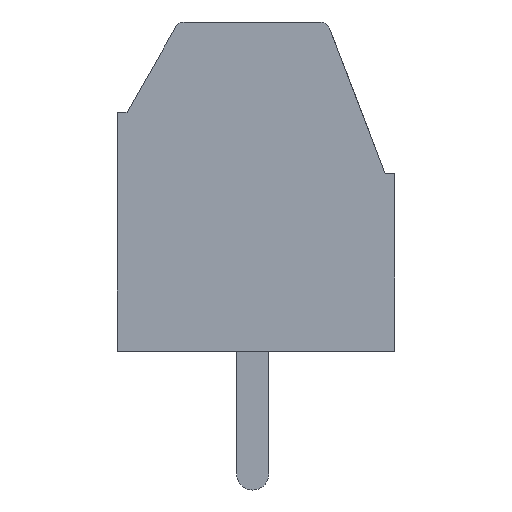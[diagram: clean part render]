
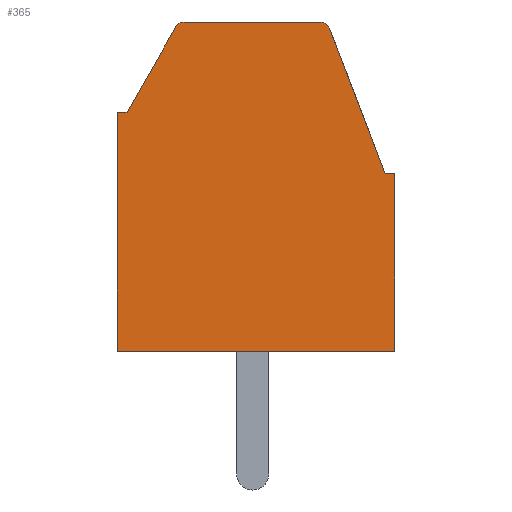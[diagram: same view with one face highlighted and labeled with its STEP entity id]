
A CAD part, front view. The second image highlights one B-rep face of the part: STEP entity #365.
In plain terms, the highlighted planar face has unit normal (0, -1, 0).
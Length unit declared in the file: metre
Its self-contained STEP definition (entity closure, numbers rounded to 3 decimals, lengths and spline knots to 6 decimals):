
#365=ADVANCED_FACE('',(#750),#751,.F.);
#750=FACE_OUTER_BOUND('',#1142,.T.);
#751=PLANE('',#1143);
#1142=EDGE_LOOP('',(#2195,#2196,#2197,#2198,#2199,#2200,#2201,#2202,#2203,#2204));
#1143=AXIS2_PLACEMENT_3D('',#2205,#2206,#2207);
#2195=ORIENTED_EDGE('',*,*,#2479,.T.);
#2196=ORIENTED_EDGE('',*,*,#2446,.F.);
#2197=ORIENTED_EDGE('',*,*,#2494,.T.);
#2198=ORIENTED_EDGE('',*,*,#2497,.F.);
#2199=ORIENTED_EDGE('',*,*,#2500,.F.);
#2200=ORIENTED_EDGE('',*,*,#2511,.F.);
#2201=ORIENTED_EDGE('',*,*,#2521,.F.);
#2202=ORIENTED_EDGE('',*,*,#2484,.F.);
#2203=ORIENTED_EDGE('',*,*,#2481,.F.);
#2204=ORIENTED_EDGE('',*,*,#2453,.F.);
#2205=CARTESIAN_POINT('',(-0.2,-0.03067,-0.0003));
#2206=DIRECTION('',(0.,1.0,0.));
#2207=DIRECTION('',(-1.0,0.,0.));
#2446=EDGE_CURVE('',#2958,#2960,#2961,.T.);
#2453=EDGE_CURVE('',#2971,#2973,#2974,.T.);
#2479=EDGE_CURVE('',#2971,#2960,#3017,.T.);
#2481=EDGE_CURVE('',#2973,#3019,#3020,.T.);
#2484=EDGE_CURVE('',#3019,#3023,#3024,.T.);
#2494=EDGE_CURVE('',#2958,#3037,#3039,.T.);
#2497=EDGE_CURVE('',#3041,#3037,#3043,.T.);
#2500=EDGE_CURVE('',#3045,#3041,#3047,.T.);
#2511=EDGE_CURVE('',#3066,#3045,#3068,.T.);
#2521=EDGE_CURVE('',#3023,#3066,#3081,.T.);
#2958=VERTEX_POINT('',#3698);
#2960=VERTEX_POINT('',#3701);
#2961=LINE('',#3702,#3703);
#2971=VERTEX_POINT('',#3715);
#2973=VERTEX_POINT('',#3718);
#2974=LINE('',#3719,#3720);
#3017=CIRCLE('',#3806,0.0003);
#3019=VERTEX_POINT('',#3808);
#3020=LINE('',#3809,#3810);
#3023=VERTEX_POINT('',#3814);
#3024=LINE('',#3815,#3816);
#3037=VERTEX_POINT('',#3836);
#3039=CIRCLE('',#3839,0.0003);
#3041=VERTEX_POINT('',#3841);
#3043=LINE('',#3844,#3845);
#3045=VERTEX_POINT('',#3847);
#3047=LINE('',#3850,#3851);
#3066=VERTEX_POINT('',#3878);
#3068=LINE('',#3881,#3882);
#3081=LINE('',#3903,#3904);
#3698=CARTESIAN_POINT('',(-0.2,-0.03067,0.));
#3701=CARTESIAN_POINT('',(-0.195781,-0.03067,0.));
#3702=CARTESIAN_POINT('',(-0.195781,-0.03067,0.));
#3703=VECTOR('',#4490,1.0);
#3715=CARTESIAN_POINT('',(-0.1955,-0.03067,-0.000193));
#3718=CARTESIAN_POINT('',(-0.193778,-0.03067,-0.0047));
#3719=CARTESIAN_POINT('',(-0.193778,-0.03067,-0.0047));
#3720=VECTOR('',#4500,1.0);
#3806=AXIS2_PLACEMENT_3D('',#4524,#4525,#4526);
#3808=CARTESIAN_POINT('',(-0.193478,-0.03067,-0.0047));
#3809=CARTESIAN_POINT('',(-0.193478,-0.03067,-0.0047));
#3810=VECTOR('',#4527,1.0);
#3814=CARTESIAN_POINT('',(-0.193478,-0.03067,-0.0102));
#3815=CARTESIAN_POINT('',(-0.193478,-0.03067,-0.0102));
#3816=VECTOR('',#4529,1.0);
#3836=CARTESIAN_POINT('',(-0.20026,-0.03067,-0.000151));
#3839=AXIS2_PLACEMENT_3D('',#4538,#4539,#4540);
#3841=CARTESIAN_POINT('',(-0.201774,-0.03067,-0.0028));
#3844=CARTESIAN_POINT('',(-0.20026,-0.03067,-0.000151));
#3845=VECTOR('',#4542,1.0);
#3847=CARTESIAN_POINT('',(-0.202078,-0.03067,-0.0028));
#3850=CARTESIAN_POINT('',(-0.201774,-0.03067,-0.0028));
#3851=VECTOR('',#4544,1.0);
#3878=CARTESIAN_POINT('',(-0.202078,-0.03067,-0.0102));
#3881=CARTESIAN_POINT('',(-0.202078,-0.03067,-0.0095));
#3882=VECTOR('',#4554,1.0);
#3903=CARTESIAN_POINT('',(-0.202078,-0.03067,-0.0102));
#3904=VECTOR('',#4563,1.0);
#4490=DIRECTION('',(1.0,0.,0.));
#4500=DIRECTION('',(0.357,0.,-0.934));
#4524=CARTESIAN_POINT('',(-0.195781,-0.03067,-0.0003));
#4525=DIRECTION('',(0.,-1.0,0.));
#4526=DIRECTION('',(-1.0,0.,0.));
#4527=DIRECTION('',(1.0,0.,0.));
#4529=DIRECTION('',(0.,0.,-1.0));
#4538=CARTESIAN_POINT('',(-0.2,-0.03067,-0.0003));
#4539=DIRECTION('',(0.,-1.0,0.));
#4540=DIRECTION('',(-1.0,0.,0.));
#4542=DIRECTION('',(0.496,0.,0.868));
#4544=DIRECTION('',(1.0,0.,0.));
#4554=DIRECTION('',(0.,0.,1.0));
#4563=DIRECTION('',(-1.0,0.,0.));
